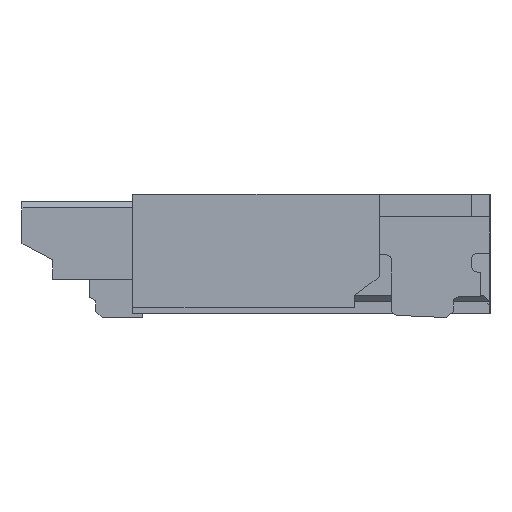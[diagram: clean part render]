
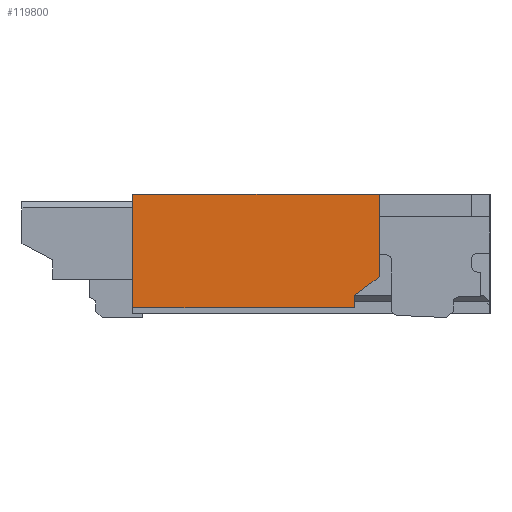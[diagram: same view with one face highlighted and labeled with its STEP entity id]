
A CAD part, left-side view. The second image highlights one B-rep face of the part: STEP entity #119800.
In plain terms, the highlighted face is planar.
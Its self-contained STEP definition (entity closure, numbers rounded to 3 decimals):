
#8710=CARTESIAN_POINT('',(1.695,-0.158,-6.5));
#8720=VERTEX_POINT('',#8710);
#8750=CARTESIAN_POINT('',(0.,-0.158,-6.5));
#8760=DIRECTION('',(-1.,0.,0.));
#8770=VECTOR('',#8760,1.);
#8780=LINE('',#8750,#8770);
#8790=CARTESIAN_POINT('',(-0.305,-0.158,-6.5));
#8800=VERTEX_POINT('',#8790);
#8810=EDGE_CURVE('',#8720,#8800,#8780,.T.);
#112100=CARTESIAN_POINT('',(1.495,0.762,-6.5));
#112110=VERTEX_POINT('',#112100);
#112190=CARTESIAN_POINT('',(-0.305,0.762,-6.5));
#112200=VERTEX_POINT('',#112190);
#112230=CARTESIAN_POINT('',(-1.049,0.762,-6.5));
#112240=DIRECTION('',(-1.,0.,0.));
#112250=VECTOR('',#112240,1.);
#112260=LINE('',#112230,#112250);
#112270=EDGE_CURVE('',#112110,#112200,#112260,.T.);
#112400=CARTESIAN_POINT('',(1.495,-0.417,-6.5));
#112410=DIRECTION('',(0.,-1.,0.));
#112420=VECTOR('',#112410,1.);
#112430=LINE('',#112400,#112420);
#112440=CARTESIAN_POINT('',(1.495,0.662,-6.5));
#112450=VERTEX_POINT('',#112440);
#112460=EDGE_CURVE('',#112110,#112450,#112430,.T.);
#112870=CARTESIAN_POINT('',(1.495,0.662,-6.5));
#112880=DIRECTION('',(0.8,-0.6,0.));
#112890=VECTOR('',#112880,1.);
#112900=LINE('',#112870,#112890);
#112910=CARTESIAN_POINT('',(1.695,0.512,-6.5));
#112920=VERTEX_POINT('',#112910);
#112930=EDGE_CURVE('',#112450,#112920,#112900,.T.);
#113720=CARTESIAN_POINT('',(1.695,0.,-6.5));
#113730=DIRECTION('',(0.,1.,0.));
#113740=VECTOR('',#113730,1.);
#113750=LINE('',#113720,#113740);
#113760=EDGE_CURVE('',#8720,#112920,#113750,.T.);
#119620=CARTESIAN_POINT('',(0.,0.,
-6.5));
#119630=DIRECTION('',(0.,0.,1.));
#119640=DIRECTION('',(-1.,0.,0.));
#119650=AXIS2_PLACEMENT_3D('',#119620,#119630,#119640);
#119660=PLANE('',#119650);
#119670=ORIENTED_EDGE('',*,*,#8810,.T.);
#119680=ORIENTED_EDGE('',*,*,#113760,.F.);
#119690=ORIENTED_EDGE('',*,*,#112930,.T.);
#119700=ORIENTED_EDGE('',*,*,#112460,.T.);
#119710=ORIENTED_EDGE('',*,*,#112270,.F.);
#119720=CARTESIAN_POINT('',(-0.305,0.,-6.5
));
#119730=DIRECTION('',(0.,1.,0.));
#119740=VECTOR('',#119730,1.);
#119750=LINE('',#119720,#119740);
#119760=EDGE_CURVE('',#8800,#112200,#119750,.T.);
#119770=ORIENTED_EDGE('',*,*,#119760,.T.);
#119780=EDGE_LOOP('',(#119770,#119710,#119700,#119690,#119680,#119670));
#119790=FACE_OUTER_BOUND('',#119780,.T.);
#119800=ADVANCED_FACE('',(#119790),#119660,.F.);
